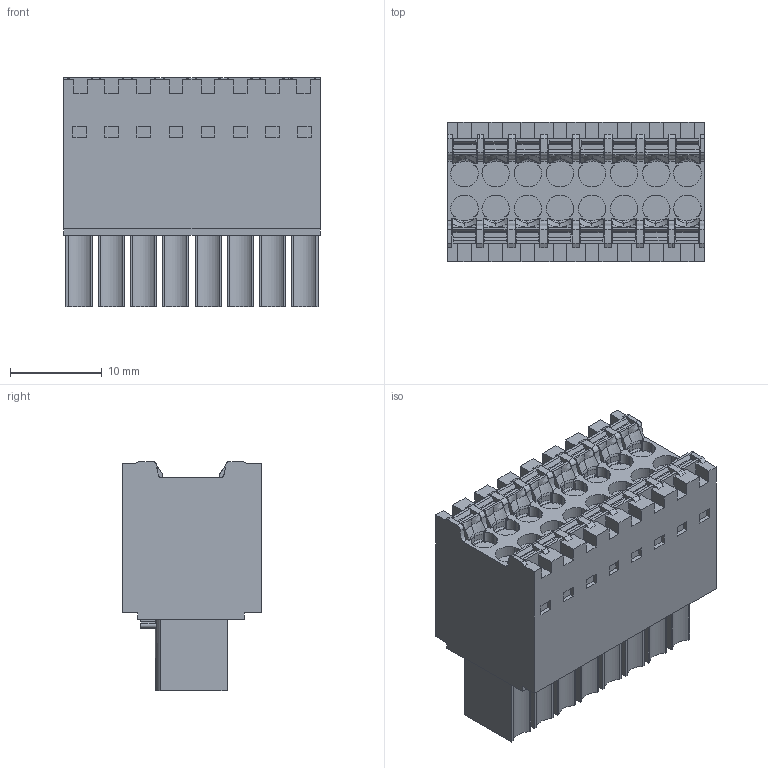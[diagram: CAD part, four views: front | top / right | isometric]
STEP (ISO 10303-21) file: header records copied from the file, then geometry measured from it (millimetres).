
FILE_DESCRIPTION(('CATIA V5 STEP','CAx-IF Rec.Pracs.--- Model Styling and Organization---1.4--- 2014-01-23'),'2;1');
FILE_NAME ('D1450425_1', '2023-08-22T06:44:47+00:00', ('none'), ('Weidmueller'), 'CATIA Version 5-6 Release 2016 SP3 HF44', 'CATIA V5 STEP AP214', 'none');
FILE_SCHEMA(('AUTOMOTIVE_DESIGN { 1 0 10303 214 1 1 1 1 }'));
Length unit declared in the file: millimetre
Products named in the file (1): 1277340000
Bounding box: 28 x 15.2 x 25.05 mm (x, y, z)
Volume: 7800.4 mm3; surface area: 5115.4 mm2
Topology: 17 solids, 17 shells, 1103 faces, 3210 edges, 2181 vertices
Faces by surface type: plane 722, cylinder 139, torus 95, extrusion 83, cone 32, bspline 32
Entity records: 38130 total; most frequent: CARTESIAN_POINT 11852, ORIENTED_EDGE 6420, DIRECTION 3814, EDGE_CURVE 3210, VECTOR 2347, LINE 2264, VERTEX_POINT 2181, EDGE_LOOP 1143
